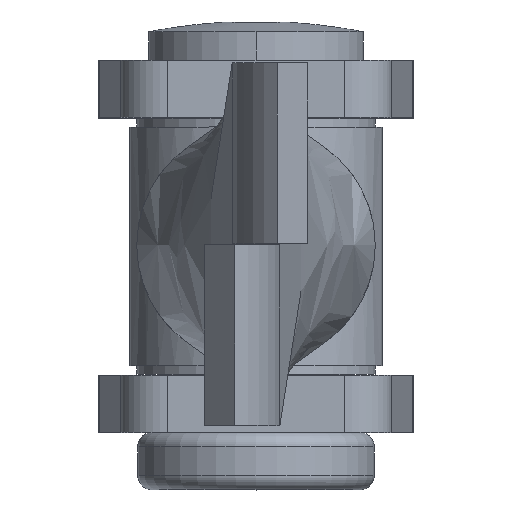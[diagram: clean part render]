
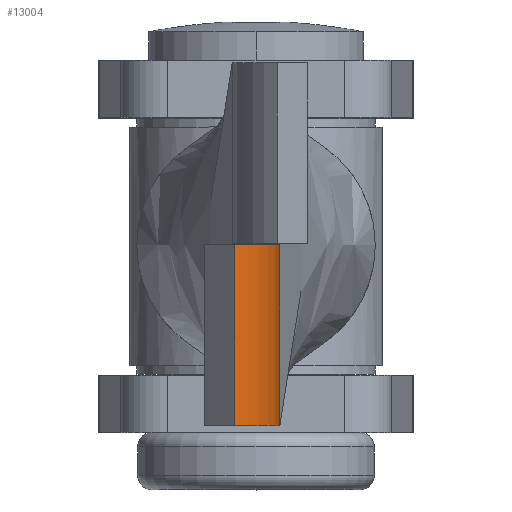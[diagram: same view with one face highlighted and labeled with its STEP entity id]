
A CAD part, top view. The second image highlights one B-rep face of the part: STEP entity #13004.
In plain terms, the highlighted cylindrical face has radius 12.926 mm (diameter 25.852 mm), a partial arc.
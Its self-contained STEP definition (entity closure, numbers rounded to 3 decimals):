
#13 = DIRECTION ( 'NONE',  ( 0., 0., 1. ) ) ;
#415 = AXIS2_PLACEMENT_3D ( 'NONE', #10249, #4333, #13886 ) ;
#949 = ORIENTED_EDGE ( 'NONE', *, *, #14452, .T. ) ;
#1028 = VERTEX_POINT ( 'NONE', #20286 ) ;
#1131 = CIRCLE ( 'NONE', #415, 12.926 ) ;
#1402 = DIRECTION ( 'NONE',  ( 0., 1., 0. ) ) ;
#1989 = VERTEX_POINT ( 'NONE', #15699 ) ;
#2767 = ORIENTED_EDGE ( 'NONE', *, *, #10782, .F. ) ;
#4165 = LINE ( 'NONE', #12717, #12866 ) ;
#4240 = EDGE_CURVE ( 'NONE', #1028, #6791, #8841, .T. ) ;
#4333 = DIRECTION ( 'NONE',  ( 0., 1., 0. ) ) ;
#5317 = CARTESIAN_POINT ( 'NONE',  ( -10.426, -9.525, 85. ) ) ;
#5444 = CYLINDRICAL_SURFACE ( 'NONE', #13477, 12.926 ) ;
#6398 = AXIS2_PLACEMENT_3D ( 'NONE', #11021, #19078, #13 ) ;
#6791 = VERTEX_POINT ( 'NONE', #18986 ) ;
#6837 = EDGE_CURVE ( 'NONE', #10570, #1989, #4165, .T. ) ;
#8256 = ORIENTED_EDGE ( 'NONE', *, *, #4240, .T. ) ;
#8841 = LINE ( 'NONE', #10463, #15368 ) ;
#9459 = DIRECTION ( 'NONE',  ( 0., 1., 0. ) ) ;
#9671 = FACE_OUTER_BOUND ( 'NONE', #18831, .T. ) ;
#10249 = CARTESIAN_POINT ( 'NONE',  ( -10.426, -19., 85. ) ) ;
#10463 = CARTESIAN_POINT ( 'NONE',  ( 2.5, -0.05, 85. ) ) ;
#10478 = CIRCLE ( 'NONE', #6398, 12.926 ) ;
#10570 = VERTEX_POINT ( 'NONE', #10795 ) ;
#10782 = EDGE_CURVE ( 'NONE', #1989, #6791, #10478, .T. ) ;
#10795 = CARTESIAN_POINT ( 'NONE',  ( -2.236, -19., 95. ) ) ;
#11021 = CARTESIAN_POINT ( 'NONE',  ( -10.426, -0.05, 85. ) ) ;
#12717 = CARTESIAN_POINT ( 'NONE',  ( -2.236, -0.05, 95. ) ) ;
#12866 = VECTOR ( 'NONE', #9459, 1000. ) ;
#13004 = ADVANCED_FACE ( 'NONE', ( #9671 ), #5444, .T. ) ;
#13477 = AXIS2_PLACEMENT_3D ( 'NONE', #5317, #19866, #14473 ) ;
#13886 = DIRECTION ( 'NONE',  ( 0., 0., 1. ) ) ;
#14452 = EDGE_CURVE ( 'NONE', #10570, #1028, #1131, .T. ) ;
#14473 = DIRECTION ( 'NONE',  ( 0., 0., 1. ) ) ;
#15368 = VECTOR ( 'NONE', #1402, 1000. ) ;
#15699 = CARTESIAN_POINT ( 'NONE',  ( -2.236, -0.05, 95. ) ) ;
#17768 = ORIENTED_EDGE ( 'NONE', *, *, #6837, .F. ) ;
#18831 = EDGE_LOOP ( 'NONE', ( #17768, #949, #8256, #2767 ) ) ;
#18986 = CARTESIAN_POINT ( 'NONE',  ( 2.5, -0.05, 85. ) ) ;
#19078 = DIRECTION ( 'NONE',  ( 0., 1., 0. ) ) ;
#19866 = DIRECTION ( 'NONE',  ( 0., 1., 0. ) ) ;
#20286 = CARTESIAN_POINT ( 'NONE',  ( 2.5, -19., 85. ) ) ;
